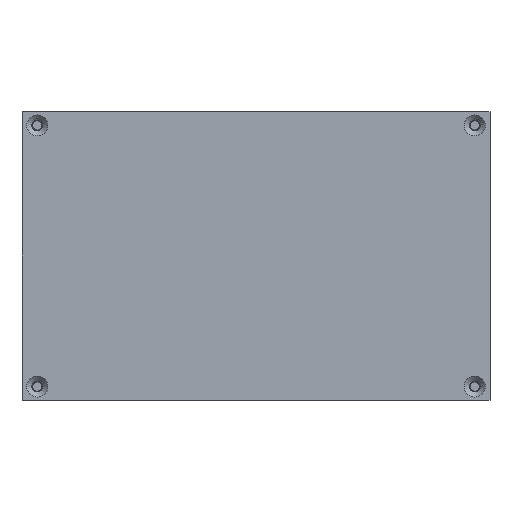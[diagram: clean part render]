
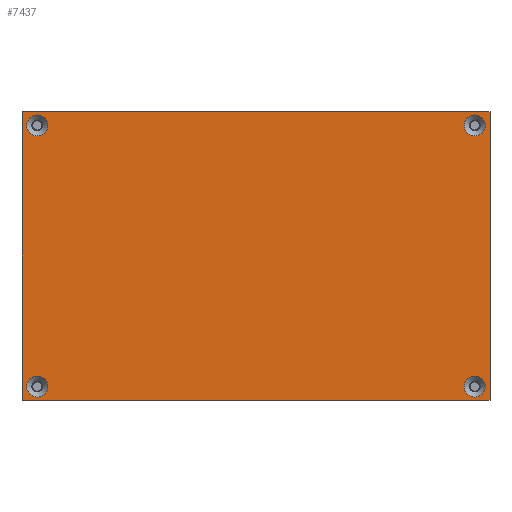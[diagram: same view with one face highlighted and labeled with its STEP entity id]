
A CAD part, front view. The second image highlights one B-rep face of the part: STEP entity #7437.
In plain terms, the highlighted planar face has unit normal (0, -1, 0).
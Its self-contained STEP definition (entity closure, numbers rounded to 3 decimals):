
#50=FACE_BOUND('',#986,.T.);
#51=FACE_BOUND('',#987,.T.);
#52=FACE_BOUND('',#988,.T.);
#53=FACE_BOUND('',#989,.T.);
#239=PLANE('',#7919);
#577=FACE_OUTER_BOUND('',#985,.T.);
#985=EDGE_LOOP('',(#5985,#5986,#5987,#5988));
#986=EDGE_LOOP('',(#5989));
#987=EDGE_LOOP('',(#5990));
#988=EDGE_LOOP('',(#5991));
#989=EDGE_LOOP('',(#5992));
#1469=LINE('',#10737,#2378);
#1569=LINE('',#10995,#2478);
#1571=LINE('',#10999,#2480);
#1574=LINE('',#11003,#2483);
#2378=VECTOR('',#8643,10.);
#2478=VECTOR('',#8923,10.);
#2480=VECTOR('',#8927,10.);
#2483=VECTOR('',#8932,10.);
#3092=CIRCLE('',#7693,3.1);
#3093=CIRCLE('',#7695,3.1);
#3094=CIRCLE('',#7697,3.1);
#3095=CIRCLE('',#7699,3.1);
#3275=VERTEX_POINT('',#10300);
#3276=VERTEX_POINT('',#10304);
#3277=VERTEX_POINT('',#10308);
#3278=VERTEX_POINT('',#10312);
#3443=VERTEX_POINT('',#10734);
#3444=VERTEX_POINT('',#10736);
#3512=VERTEX_POINT('',#10994);
#3513=VERTEX_POINT('',#10998);
#3998=EDGE_CURVE('',#3275,#3275,#3092,.T.);
#4000=EDGE_CURVE('',#3276,#3276,#3093,.T.);
#4002=EDGE_CURVE('',#3277,#3277,#3094,.T.);
#4004=EDGE_CURVE('',#3278,#3278,#3095,.T.);
#4219=EDGE_CURVE('',#3444,#3443,#1469,.T.);
#4349=EDGE_CURVE('',#3512,#3444,#1569,.T.);
#4351=EDGE_CURVE('',#3443,#3513,#1571,.T.);
#4354=EDGE_CURVE('',#3513,#3512,#1574,.T.);
#5985=ORIENTED_EDGE('',*,*,#4354,.T.);
#5986=ORIENTED_EDGE('',*,*,#4349,.T.);
#5987=ORIENTED_EDGE('',*,*,#4219,.T.);
#5988=ORIENTED_EDGE('',*,*,#4351,.T.);
#5989=ORIENTED_EDGE('',*,*,#3998,.T.);
#5990=ORIENTED_EDGE('',*,*,#4000,.T.);
#5991=ORIENTED_EDGE('',*,*,#4002,.T.);
#5992=ORIENTED_EDGE('',*,*,#4004,.T.);
#7437=ADVANCED_FACE('',(#577,#50,#51,#52,#53),#239,.F.);
#7693=AXIS2_PLACEMENT_3D('',#10301,#8297,#8298);
#7695=AXIS2_PLACEMENT_3D('',#10305,#8302,#8303);
#7697=AXIS2_PLACEMENT_3D('',#10309,#8307,#8308);
#7699=AXIS2_PLACEMENT_3D('',#10313,#8312,#8313);
#7919=AXIS2_PLACEMENT_3D('',#11176,#9115,#9116);
#8297=DIRECTION('center_axis',(0.,1.,0.));
#8298=DIRECTION('ref_axis',(1.,0.,0.));
#8302=DIRECTION('center_axis',(0.,1.,0.));
#8303=DIRECTION('ref_axis',(1.,0.,0.));
#8307=DIRECTION('center_axis',(0.,1.,0.));
#8308=DIRECTION('ref_axis',(1.,0.,0.));
#8312=DIRECTION('center_axis',(0.,1.,0.));
#8313=DIRECTION('ref_axis',(1.,0.,0.));
#8643=DIRECTION('',(0.,0.,1.));
#8923=DIRECTION('',(1.,0.,0.));
#8927=DIRECTION('',(-1.,0.,0.));
#8932=DIRECTION('',(0.,0.,-1.));
#9115=DIRECTION('center_axis',(0.,1.,0.));
#9116=DIRECTION('ref_axis',(1.,0.,0.));
#10300=CARTESIAN_POINT('',(-67.6,0.,38.5));
#10301=CARTESIAN_POINT('Origin',(-64.5,0.,38.5));
#10304=CARTESIAN_POINT('',(61.4,0.,-38.5));
#10305=CARTESIAN_POINT('Origin',(64.5,0.,-38.5));
#10308=CARTESIAN_POINT('',(-67.6,0.,-38.5));
#10309=CARTESIAN_POINT('Origin',(-64.5,0.,-38.5));
#10312=CARTESIAN_POINT('',(61.4,0.,38.5));
#10313=CARTESIAN_POINT('Origin',(64.5,0.,38.5));
#10734=CARTESIAN_POINT('',(69.,0.,42.5));
#10736=CARTESIAN_POINT('',(69.,0.,-42.5));
#10737=CARTESIAN_POINT('',(69.,0.,-42.5));
#10994=CARTESIAN_POINT('',(-69.,0.,-42.5));
#10995=CARTESIAN_POINT('',(-69.,0.,-42.5));
#10998=CARTESIAN_POINT('',(-69.,0.,42.5));
#10999=CARTESIAN_POINT('',(69.,0.,42.5));
#11003=CARTESIAN_POINT('',(-69.,0.,42.5));
#11176=CARTESIAN_POINT('Origin',(0.,0.,0.));
